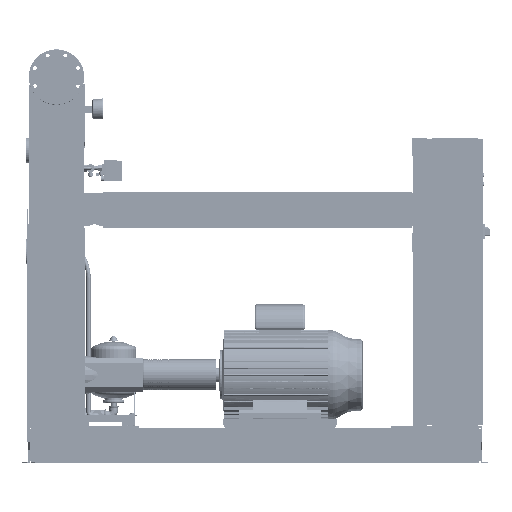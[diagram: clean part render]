
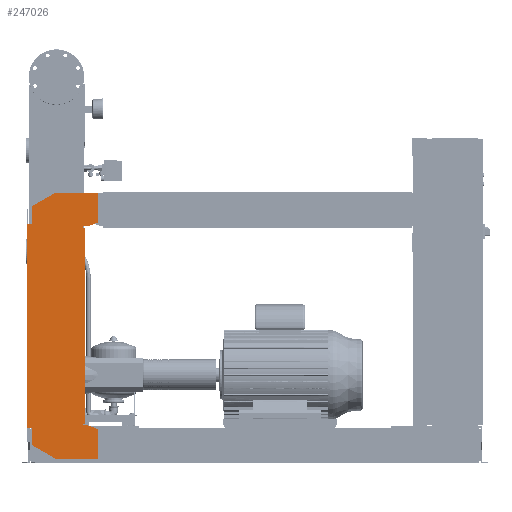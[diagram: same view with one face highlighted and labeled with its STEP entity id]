
A CAD part, front view. The second image highlights one B-rep face of the part: STEP entity #247026.
In plain terms, the highlighted free-form (B-spline) face has degree [1, 1] with [2, 2] control points.
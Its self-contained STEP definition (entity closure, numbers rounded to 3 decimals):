
#246511=CARTESIAN_POINT('',(-111.0,-741.5,1076.0));
#246512=VERTEX_POINT('',#246511);
#246519=CARTESIAN_POINT('',(-111.0,-741.5,1153.378));
#246520=VERTEX_POINT('',#246519);
#246521=CARTESIAN_POINT('',(-111.0,-741.5,1076.0));
#246522=DIRECTION('',(0.0,0.0,1.0));
#246523=VECTOR('',#246522,77.378);
#246524=LINE('',#246521,#246523);
#246525=EDGE_CURVE('',#246512,#246520,#246524,.T.);
#246543=CARTESIAN_POINT('',(-6.0,-741.5,1214.0));
#246544=VERTEX_POINT('',#246543);
#246545=CARTESIAN_POINT('',(-111.0,-741.5,1153.378));
#246546=DIRECTION('',(0.866,0.0,0.5));
#246547=VECTOR('',#246546,121.244);
#246548=LINE('',#246545,#246547);
#246549=EDGE_CURVE('',#246520,#246544,#246548,.T.);
#246567=CARTESIAN_POINT('',(186.0,-741.5,1214.0));
#246568=VERTEX_POINT('',#246567);
#246569=CARTESIAN_POINT('',(-6.0,-741.5,1214.0));
#246570=DIRECTION('',(1.0,0.0,0.0));
#246571=VECTOR('',#246570,192.0);
#246572=LINE('',#246569,#246571);
#246573=EDGE_CURVE('',#246544,#246568,#246572,.T.);
#246591=CARTESIAN_POINT('',(186.,-741.5,1080.379));
#246592=VERTEX_POINT('',#246591);
#246593=CARTESIAN_POINT('',(186.0,-741.5,1214.0));
#246594=DIRECTION('',(0.0,0.0,-1.0));
#246595=VECTOR('',#246594,133.621);
#246596=LINE('',#246593,#246595);
#246597=EDGE_CURVE('',#246568,#246592,#246596,.T.);
#246615=CARTESIAN_POINT('',(141.,-741.5,1064.0));
#246616=VERTEX_POINT('',#246615);
#246617=CARTESIAN_POINT('',(186.,-741.5,1080.379));
#246618=DIRECTION('',(-0.94,0.0,-0.342));
#246619=VECTOR('',#246618,47.888);
#246620=LINE('',#246617,#246619);
#246621=EDGE_CURVE('',#246592,#246616,#246620,.T.);
#246639=CARTESIAN_POINT('',(121.,-741.5,1064.0));
#246640=VERTEX_POINT('',#246639);
#246641=CARTESIAN_POINT('',(141.,-741.5,1064.0));
#246642=DIRECTION('',(-1.0,0.0,0.0));
#246643=VECTOR('',#246642,20.0);
#246644=LINE('',#246641,#246643);
#246645=EDGE_CURVE('',#246616,#246640,#246644,.T.);
#246663=CARTESIAN_POINT('',(121.,-741.5,1056.0));
#246664=VERTEX_POINT('',#246663);
#246665=CARTESIAN_POINT('',(121.,-741.5,1064.0));
#246666=DIRECTION('',(0.0,0.0,-1.0));
#246667=VECTOR('',#246666,8.0);
#246668=LINE('',#246665,#246667);
#246669=EDGE_CURVE('',#246640,#246664,#246668,.T.);
#246687=CARTESIAN_POINT('',(129.,-741.5,1056.0));
#246688=VERTEX_POINT('',#246687);
#246689=CARTESIAN_POINT('',(121.,-741.5,1056.0));
#246690=DIRECTION('',(1.0,0.0,0.0));
#246691=VECTOR('',#246690,8.0);
#246692=LINE('',#246689,#246691);
#246693=EDGE_CURVE('',#246664,#246688,#246692,.T.);
#246711=CARTESIAN_POINT('',(129.,-741.5,176.));
#246712=VERTEX_POINT('',#246711);
#246723=CARTESIAN_POINT('',(129.,-741.5,1056.0));
#246724=DIRECTION('',(0.0,0.0,-1.0));
#246725=VECTOR('',#246724,880.);
#246726=LINE('',#246723,#246725);
#246727=EDGE_CURVE('',#246688,#246712,#246726,.T.);
#246741=CARTESIAN_POINT('',(121.,-741.5,176.));
#246742=VERTEX_POINT('',#246741);
#246743=CARTESIAN_POINT('',(129.,-741.5,176.));
#246744=DIRECTION('',(-1.0,0.0,0.0));
#246745=VECTOR('',#246744,8.0);
#246746=LINE('',#246743,#246745);
#246747=EDGE_CURVE('',#246712,#246742,#246746,.T.);
#246765=CARTESIAN_POINT('',(121.,-741.5,168.));
#246766=VERTEX_POINT('',#246765);
#246767=CARTESIAN_POINT('',(121.,-741.5,176.));
#246768=DIRECTION('',(0.0,0.0,-1.0));
#246769=VECTOR('',#246768,8.0);
#246770=LINE('',#246767,#246769);
#246771=EDGE_CURVE('',#246742,#246766,#246770,.T.);
#246789=CARTESIAN_POINT('',(141.,-741.5,168.));
#246790=VERTEX_POINT('',#246789);
#246791=CARTESIAN_POINT('',(121.,-741.5,168.));
#246792=DIRECTION('',(1.0,0.0,0.0));
#246793=VECTOR('',#246792,20.0);
#246794=LINE('',#246791,#246793);
#246795=EDGE_CURVE('',#246766,#246790,#246794,.T.);
#246813=CARTESIAN_POINT('',(186.,-741.5,151.621));
#246814=VERTEX_POINT('',#246813);
#246815=CARTESIAN_POINT('',(141.,-741.5,168.));
#246816=DIRECTION('',(0.94,0.0,-0.342));
#246817=VECTOR('',#246816,47.888);
#246818=LINE('',#246815,#246817);
#246819=EDGE_CURVE('',#246790,#246814,#246818,.T.);
#246837=CARTESIAN_POINT('',(186.,-741.5,18.0));
#246838=VERTEX_POINT('',#246837);
#246839=CARTESIAN_POINT('',(186.,-741.5,151.621));
#246840=DIRECTION('',(0.0,0.0,-1.0));
#246841=VECTOR('',#246840,133.621);
#246842=LINE('',#246839,#246841);
#246843=EDGE_CURVE('',#246814,#246838,#246842,.T.);
#246861=CARTESIAN_POINT('',(-4.,-741.5,18.0));
#246862=VERTEX_POINT('',#246861);
#246863=CARTESIAN_POINT('',(186.,-741.5,18.0));
#246864=DIRECTION('',(-1.0,0.0,0.0));
#246865=VECTOR('',#246864,190.);
#246866=LINE('',#246863,#246865);
#246867=EDGE_CURVE('',#246838,#246862,#246866,.T.);
#246885=CARTESIAN_POINT('',(-111.,-741.5,79.776));
#246886=VERTEX_POINT('',#246885);
#246887=CARTESIAN_POINT('',(-4.,-741.5,18.0));
#246888=DIRECTION('',(-0.866,0.0,0.5));
#246889=VECTOR('',#246888,123.553);
#246890=LINE('',#246887,#246889);
#246891=EDGE_CURVE('',#246862,#246886,#246890,.T.);
#246909=CARTESIAN_POINT('',(-111.,-741.5,156.0));
#246910=VERTEX_POINT('',#246909);
#246911=CARTESIAN_POINT('',(-111.,-741.5,79.776));
#246912=DIRECTION('',(0.0,0.0,1.0));
#246913=VECTOR('',#246912,76.224);
#246914=LINE('',#246911,#246913);
#246915=EDGE_CURVE('',#246886,#246910,#246914,.T.);
#246933=CARTESIAN_POINT('',(-131.,-741.5,156.0));
#246934=VERTEX_POINT('',#246933);
#246935=CARTESIAN_POINT('',(-111.,-741.5,156.0));
#246936=DIRECTION('',(-1.0,0.0,0.0));
#246937=VECTOR('',#246936,20.0);
#246938=LINE('',#246935,#246937);
#246939=EDGE_CURVE('',#246910,#246934,#246938,.T.);
#246957=CARTESIAN_POINT('',(-131.0,-741.5,1076.0));
#246958=VERTEX_POINT('',#246957);
#246971=CARTESIAN_POINT('',(-131.,-741.5,156.0));
#246972=DIRECTION('',(0.0,0.0,1.0));
#246973=VECTOR('',#246972,920.0);
#246974=LINE('',#246971,#246973);
#246975=EDGE_CURVE('',#246934,#246958,#246974,.T.);
#246989=CARTESIAN_POINT('',(-131.0,-741.5,1076.0));
#246990=DIRECTION('',(1.0,0.0,0.0));
#246991=VECTOR('',#246990,20.0);
#246992=LINE('',#246989,#246991);
#246993=EDGE_CURVE('',#246958,#246512,#246992,.T.);
#246999=CARTESIAN_POINT('',(-131.,-741.5,18.0));
#247000=CARTESIAN_POINT('',(186.0,-741.5,18.0));
#247001=CARTESIAN_POINT('',(-131.,-741.5,1214.0));
#247002=CARTESIAN_POINT('',(186.0,-741.5,1214.0));
#247003=B_SPLINE_SURFACE_WITH_KNOTS('',1,1,((#246999,#247001),(#247000,#247002)),.UNSPECIFIED.,.F.,.F.,.U.,(2,2),(2,2),(0.0,317.),(0.0,1196.0),.UNSPECIFIED.);
#247004=ORIENTED_EDGE('',*,*,#246993,.F.);
#247005=ORIENTED_EDGE('',*,*,#246975,.F.);
#247006=ORIENTED_EDGE('',*,*,#246939,.F.);
#247007=ORIENTED_EDGE('',*,*,#246915,.F.);
#247008=ORIENTED_EDGE('',*,*,#246891,.F.);
#247009=ORIENTED_EDGE('',*,*,#246867,.F.);
#247010=ORIENTED_EDGE('',*,*,#246843,.F.);
#247011=ORIENTED_EDGE('',*,*,#246819,.F.);
#247012=ORIENTED_EDGE('',*,*,#246795,.F.);
#247013=ORIENTED_EDGE('',*,*,#246771,.F.);
#247014=ORIENTED_EDGE('',*,*,#246747,.F.);
#247015=ORIENTED_EDGE('',*,*,#246727,.F.);
#247016=ORIENTED_EDGE('',*,*,#246693,.F.);
#247017=ORIENTED_EDGE('',*,*,#246669,.F.);
#247018=ORIENTED_EDGE('',*,*,#246645,.F.);
#247019=ORIENTED_EDGE('',*,*,#246621,.F.);
#247020=ORIENTED_EDGE('',*,*,#246597,.F.);
#247021=ORIENTED_EDGE('',*,*,#246573,.F.);
#247022=ORIENTED_EDGE('',*,*,#246549,.F.);
#247023=ORIENTED_EDGE('',*,*,#246525,.F.);
#247024=EDGE_LOOP('',(#247004,#247005,#247006,#247007,#247008,#247009,#247010,#247011,#247012,#247013,#247014,#247015,#247016,#247017,#247018,#247019,#247020,#247021,#247022,#247023));
#247025=FACE_OUTER_BOUND('',#247024,.T.);
#247026=ADVANCED_FACE('',(#247025),#247003,.T.);
